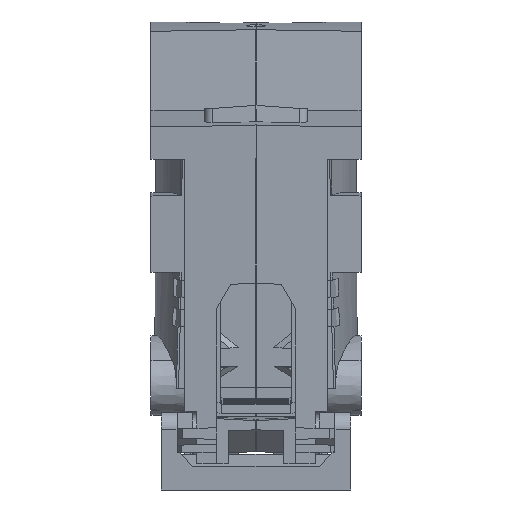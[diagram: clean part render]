
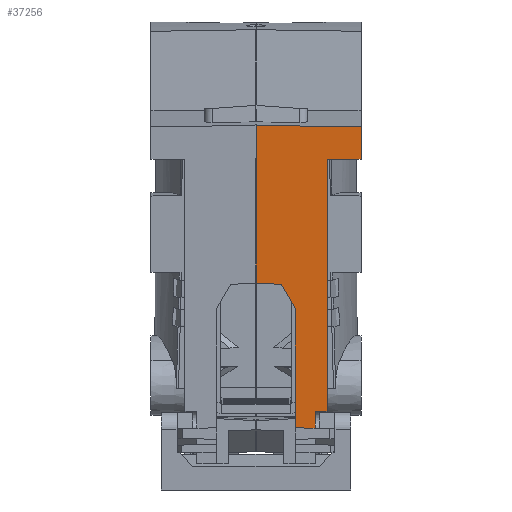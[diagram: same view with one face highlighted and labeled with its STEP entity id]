
A CAD part, front view. The second image highlights one B-rep face of the part: STEP entity #37256.
In plain terms, the highlighted face is planar.
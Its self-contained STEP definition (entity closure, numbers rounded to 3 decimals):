
#17148=DIRECTION('',(-0.087,-0.996,0.));
#17149=VECTOR('',#17148,20.046);
#17150=CARTESIAN_POINT('',(34.,41.472,0.));
#17151=LINE('',#17150,#17149);
#18726=DIRECTION('',(0.087,0.996,0.));
#18727=VECTOR('',#18726,31.911);
#18728=CARTESIAN_POINT('',(30.678,5.3,-9.));
#18729=LINE('',#18728,#18727);
#20044=DIRECTION('',(-0.016,0.019,-1.));
#20045=VECTOR('',#20044,4.301);
#20046=CARTESIAN_POINT('',(33.459,37.089,-9.));
#20047=LINE('',#20046,#20045);
#21829=DIRECTION('',(-0.022,-0.051,-0.998));
#21830=VECTOR('',#21829,3.219);
#21831=CARTESIAN_POINT('',(32.253,21.502,
0.));
#21832=LINE('',#21831,#21830);
#21843=DIRECTION('',(-0.087,-0.996,
0.));
#21844=VECTOR('',#21843,13.976);
#21845=CARTESIAN_POINT('',(31.882,18.26,
-5.));
#21846=LINE('',#21845,#21844);
#21933=DIRECTION('',(0.084,0.862,0.5));
#21934=VECTOR('',#21933,3.572);
#21935=CARTESIAN_POINT('',(31.882,18.26,
-5.));
#21936=LINE('',#21935,#21934);
#21940=DIRECTION('',(-0.019,-0.014,-1.));
#21941=VECTOR('',#21940,13.304);
#21942=CARTESIAN_POINT('',(34.,41.472,0.));
#21943=LINE('',#21942,#21941);
#26149=DIRECTION('',(0.087,0.996,0.));
#26150=VECTOR('',#26149,4.126);
#26151=CARTESIAN_POINT('',(33.391,37.17,-13.3));
#26152=LINE('',#26151,#26150);
#27769=DIRECTION('',(-0.016,0.017,-1.));
#27770=VECTOR('',#27769,1.5);
#27771=CARTESIAN_POINT('',(30.702,5.274,-7.5));
#27772=LINE('',#27771,#27770);
#27783=DIRECTION('',(0.087,0.996,0.));
#27784=VECTOR('',#27783,2.156);
#27785=CARTESIAN_POINT('',(30.514,3.126,-7.5));
#27786=LINE('',#27785,#27784);
#27806=DIRECTION('',(-0.019,-0.017,-1.));
#27807=VECTOR('',#27806,2.501);
#27808=CARTESIAN_POINT('',(30.561,3.17,-5.));
#27809=LINE('',#27808,#27807);
#28257=DIRECTION('',(-0.087,-0.996,
0.));
#28258=VECTOR('',#28257,1.172);
#28259=CARTESIAN_POINT('',(30.664,4.337,-5.));
#28260=LINE('',#28259,#28258);
#30308=CARTESIAN_POINT('',(34.,41.472,0.));
#30309=VERTEX_POINT('',#30308);
#30310=CARTESIAN_POINT('',(32.253,21.502,
0.));
#30311=VERTEX_POINT('',#30310);
#30559=CARTESIAN_POINT('',(30.664,4.337,-5.));
#30560=VERTEX_POINT('',#30559);
#30561=CARTESIAN_POINT('',(30.561,3.17,-5.));
#30562=VERTEX_POINT('',#30561);
#30605=CARTESIAN_POINT('',(30.514,3.126,-7.5));
#30606=VERTEX_POINT('',#30605);
#30624=CARTESIAN_POINT('',(31.882,18.26,
-5.));
#30625=VERTEX_POINT('',#30624);
#30626=CARTESIAN_POINT('',(32.182,21.339,
-3.214));
#30627=VERTEX_POINT('',#30626);
#30628=CARTESIAN_POINT('',(33.75,41.281,-13.3));
#30629=VERTEX_POINT('',#30628);
#30630=CARTESIAN_POINT('',(33.391,37.17,-13.3));
#30631=VERTEX_POINT('',#30630);
#30632=CARTESIAN_POINT('',(33.459,37.089,-9.));
#30633=VERTEX_POINT('',#30632);
#30634=CARTESIAN_POINT('',(30.678,5.3,-9.));
#30635=VERTEX_POINT('',#30634);
#30636=CARTESIAN_POINT('',(30.702,5.274,-7.5));
#30637=VERTEX_POINT('',#30636);
#37231=CARTESIAN_POINT('',(30.145,-2.595,0.));
#37232=DIRECTION('',(0.996,-0.087,-0.017));
#37233=DIRECTION('',(0.087,0.996,0.));
#37234=AXIS2_PLACEMENT_3D('',#37231,#37232,#37233);
#37235=PLANE('',#37234);
#37236=ORIENTED_EDGE('',*,*,#37198,.F.);
#37237=ORIENTED_EDGE('',*,*,#37180,.T.);
#37238=ORIENTED_EDGE('',*,*,#37159,.F.);
#37239=ORIENTED_EDGE('',*,*,#32850,.F.);
#37241=ORIENTED_EDGE('',*,*,#37240,.T.);
#37243=ORIENTED_EDGE('',*,*,#37242,.F.);
#37244=ORIENTED_EDGE('',*,*,#35430,.F.);
#37245=ORIENTED_EDGE('',*,*,#34204,.F.);
#37247=ORIENTED_EDGE('',*,*,#37246,.F.);
#37249=ORIENTED_EDGE('',*,*,#37248,.F.);
#37251=ORIENTED_EDGE('',*,*,#37250,.F.);
#37253=ORIENTED_EDGE('',*,*,#37252,.F.);
#37254=EDGE_LOOP('',(#37236,#37237,#37238,#37239,#37241,#37243,#37244,#37245,
#37247,#37249,#37251,#37253));
#37255=FACE_OUTER_BOUND('',#37254,.F.);
#32850=EDGE_CURVE('',#30309,#30311,#17151,.T.);
#34204=EDGE_CURVE('',#30635,#30633,#18729,.T.);
#35430=EDGE_CURVE('',#30633,#30631,#20047,.T.);
#37159=EDGE_CURVE('',#30311,#30627,#21832,.T.);
#37180=EDGE_CURVE('',#30625,#30627,#21936,.T.);
#37198=EDGE_CURVE('',#30625,#30560,#21846,.T.);
#37240=EDGE_CURVE('',#30309,#30629,#21943,.T.);
#37242=EDGE_CURVE('',#30631,#30629,#26152,.T.);
#37246=EDGE_CURVE('',#30637,#30635,#27772,.T.);
#37248=EDGE_CURVE('',#30606,#30637,#27786,.T.);
#37250=EDGE_CURVE('',#30562,#30606,#27809,.T.);
#37252=EDGE_CURVE('',#30560,#30562,#28260,.T.);
#37256=ADVANCED_FACE('',(#37255),#37235,.T.);
